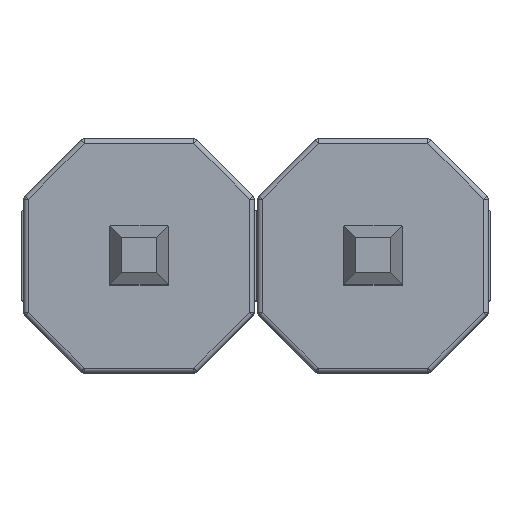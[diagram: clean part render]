
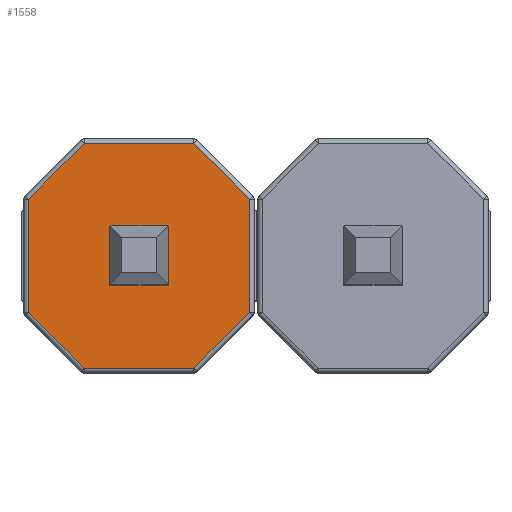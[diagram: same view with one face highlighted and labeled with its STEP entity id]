
A CAD part, top view. The second image highlights one B-rep face of the part: STEP entity #1558.
In plain terms, the highlighted planar face has unit normal (0, 0, 1).
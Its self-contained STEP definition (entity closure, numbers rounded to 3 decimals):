
#88=FACE_BOUND('',#302,.T.);
#209=FACE_OUTER_BOUND('',#301,.T.);
#301=EDGE_LOOP('',(#1174,#1175,#1176,#1177,#1178,#1179,#1180,#1181));
#302=EDGE_LOOP('',(#1182,#1183,#1184,#1185,#1186,#1187,#1188,#1189,#1190,
#1191,#1192,#1193));
#335=LINE('',#2286,#475);
#341=LINE('',#2298,#481);
#343=LINE('',#2304,#483);
#349=LINE('',#2316,#489);
#351=LINE('',#2321,#491);
#355=LINE('',#2328,#495);
#357=LINE('',#2333,#497);
#361=LINE('',#2340,#501);
#388=LINE('',#2463,#528);
#391=LINE('',#2495,#531);
#394=LINE('',#2518,#534);
#395=LINE('',#2526,#535);
#397=LINE('',#2529,#537);
#400=LINE('',#2535,#540);
#412=LINE('',#2553,#552);
#419=LINE('',#2564,#559);
#426=LINE('',#2577,#566);
#427=LINE('',#2578,#567);
#428=LINE('',#2579,#568);
#429=LINE('',#2580,#569);
#475=VECTOR('',#1814,10.);
#481=VECTOR('',#1822,10.);
#483=VECTOR('',#1826,10.);
#489=VECTOR('',#1834,10.);
#491=VECTOR('',#1838,10.);
#495=VECTOR('',#1844,10.);
#497=VECTOR('',#1848,10.);
#501=VECTOR('',#1854,10.);
#528=VECTOR('',#1985,10.);
#531=VECTOR('',#2024,10.);
#534=VECTOR('',#2053,10.);
#535=VECTOR('',#2064,10.);
#537=VECTOR('',#2068,10.);
#540=VECTOR('',#2077,10.);
#552=VECTOR('',#2101,10.);
#559=VECTOR('',#2116,10.);
#566=VECTOR('',#2135,10.);
#567=VECTOR('',#2136,10.);
#568=VECTOR('',#2137,10.);
#569=VECTOR('',#2138,10.);
#614=VERTEX_POINT('',#2282);
#616=VERTEX_POINT('',#2285);
#619=VERTEX_POINT('',#2292);
#621=VERTEX_POINT('',#2296);
#622=VERTEX_POINT('',#2300);
#624=VERTEX_POINT('',#2303);
#627=VERTEX_POINT('',#2310);
#629=VERTEX_POINT('',#2314);
#630=VERTEX_POINT('',#2318);
#633=VERTEX_POINT('',#2325);
#634=VERTEX_POINT('',#2330);
#637=VERTEX_POINT('',#2337);
#670=VERTEX_POINT('',#2431);
#675=VERTEX_POINT('',#2444);
#681=VERTEX_POINT('',#2458);
#687=VERTEX_POINT('',#2478);
#692=VERTEX_POINT('',#2491);
#697=VERTEX_POINT('',#2507);
#699=VERTEX_POINT('',#2513);
#701=VERTEX_POINT('',#2522);
#735=EDGE_CURVE('',#616,#614,#335,.T.);
#741=EDGE_CURVE('',#619,#621,#341,.T.);
#743=EDGE_CURVE('',#624,#622,#343,.T.);
#749=EDGE_CURVE('',#627,#629,#349,.T.);
#751=EDGE_CURVE('',#629,#630,#351,.T.);
#755=EDGE_CURVE('',#633,#616,#355,.T.);
#757=EDGE_CURVE('',#621,#634,#357,.T.);
#761=EDGE_CURVE('',#637,#624,#361,.T.);
#820=EDGE_CURVE('',#670,#681,#388,.T.);
#835=EDGE_CURVE('',#681,#692,#391,.T.);
#847=EDGE_CURVE('',#692,#699,#394,.T.);
#851=EDGE_CURVE('',#699,#701,#395,.T.);
#853=EDGE_CURVE('',#701,#697,#397,.T.);
#856=EDGE_CURVE('',#697,#687,#400,.T.);
#868=EDGE_CURVE('',#687,#675,#412,.T.);
#875=EDGE_CURVE('',#675,#670,#419,.T.);
#882=EDGE_CURVE('',#633,#630,#426,.T.);
#883=EDGE_CURVE('',#619,#614,#427,.T.);
#884=EDGE_CURVE('',#637,#634,#428,.T.);
#885=EDGE_CURVE('',#627,#622,#429,.T.);
#1174=ORIENTED_EDGE('',*,*,#820,.F.);
#1175=ORIENTED_EDGE('',*,*,#875,.F.);
#1176=ORIENTED_EDGE('',*,*,#868,.F.);
#1177=ORIENTED_EDGE('',*,*,#856,.F.);
#1178=ORIENTED_EDGE('',*,*,#853,.F.);
#1179=ORIENTED_EDGE('',*,*,#851,.F.);
#1180=ORIENTED_EDGE('',*,*,#847,.F.);
#1181=ORIENTED_EDGE('',*,*,#835,.F.);
#1182=ORIENTED_EDGE('',*,*,#751,.T.);
#1183=ORIENTED_EDGE('',*,*,#882,.F.);
#1184=ORIENTED_EDGE('',*,*,#755,.T.);
#1185=ORIENTED_EDGE('',*,*,#735,.T.);
#1186=ORIENTED_EDGE('',*,*,#883,.F.);
#1187=ORIENTED_EDGE('',*,*,#741,.T.);
#1188=ORIENTED_EDGE('',*,*,#757,.T.);
#1189=ORIENTED_EDGE('',*,*,#884,.F.);
#1190=ORIENTED_EDGE('',*,*,#761,.T.);
#1191=ORIENTED_EDGE('',*,*,#743,.T.);
#1192=ORIENTED_EDGE('',*,*,#885,.F.);
#1193=ORIENTED_EDGE('',*,*,#749,.T.);
#1381=PLANE('',#1758);
#1558=ADVANCED_FACE('',(#209,#88),#1381,.T.);
#1758=AXIS2_PLACEMENT_3D('',#2576,#2133,#2134);
#1814=DIRECTION('',(1.,0.,0.));
#1822=DIRECTION('',(1.,0.,0.));
#1826=DIRECTION('',(-1.,0.,0.));
#1834=DIRECTION('',(-1.,0.,0.));
#1838=DIRECTION('',(0.,1.,0.));
#1844=DIRECTION('',(0.,1.,0.));
#1848=DIRECTION('',(0.,-1.,0.));
#1854=DIRECTION('',(0.,-1.,0.));
#1985=DIRECTION('',(0.707,0.707,0.));
#2024=DIRECTION('',(1.,0.,0.));
#2053=DIRECTION('',(0.707,-0.707,0.));
#2064=DIRECTION('',(0.,-1.,0.));
#2068=DIRECTION('',(-0.707,-0.707,0.));
#2077=DIRECTION('',(-1.,0.,0.));
#2101=DIRECTION('',(-0.707,0.707,0.));
#2116=DIRECTION('',(0.,1.,0.));
#2133=DIRECTION('center_axis',(0.,0.,1.));
#2134=DIRECTION('ref_axis',(1.,0.,0.));
#2135=DIRECTION('',(0.,-1.,0.));
#2136=DIRECTION('',(-1.,0.,0.));
#2137=DIRECTION('',(0.,1.,0.));
#2138=DIRECTION('',(1.,0.,0.));
#2282=CARTESIAN_POINT('',(-0.295,0.318,2.5));
#2285=CARTESIAN_POINT('',(-0.32,0.317,2.5));
#2286=CARTESIAN_POINT('',(-0.16,0.317,2.5));
#2292=CARTESIAN_POINT('',(0.295,0.317,2.5));
#2296=CARTESIAN_POINT('',(0.32,0.317,2.5));
#2298=CARTESIAN_POINT('',(-0.16,0.317,2.5));
#2300=CARTESIAN_POINT('',(0.295,-0.323,2.5));
#2303=CARTESIAN_POINT('',(0.32,-0.323,2.5));
#2304=CARTESIAN_POINT('',(0.16,-0.323,2.5));
#2310=CARTESIAN_POINT('',(-0.295,-0.323,2.5));
#2314=CARTESIAN_POINT('',(-0.32,-0.323,2.5));
#2316=CARTESIAN_POINT('',(0.16,-0.323,2.5));
#2318=CARTESIAN_POINT('',(-0.32,-0.297,2.5));
#2321=CARTESIAN_POINT('',(-0.32,-0.163,2.5));
#2325=CARTESIAN_POINT('',(-0.32,0.292,2.5));
#2328=CARTESIAN_POINT('',(-0.32,-0.163,2.5));
#2330=CARTESIAN_POINT('',(0.32,0.292,2.5));
#2333=CARTESIAN_POINT('',(0.32,0.157,2.5));
#2337=CARTESIAN_POINT('',(0.32,-0.297,2.5));
#2340=CARTESIAN_POINT('',(0.32,0.157,2.5));
#2431=CARTESIAN_POINT('',(-1.2,0.612,2.5));
#2444=CARTESIAN_POINT('',(-1.2,-0.617,2.5));
#2458=CARTESIAN_POINT('',(-0.594,1.218,2.5));
#2463=CARTESIAN_POINT('',(-0.902,0.91,2.5));
#2478=CARTESIAN_POINT('',(-0.594,-1.223,2.5));
#2491=CARTESIAN_POINT('',(0.594,1.218,2.5));
#2495=CARTESIAN_POINT('',(0.625,1.218,2.5));
#2507=CARTESIAN_POINT('',(0.594,-1.223,2.5));
#2513=CARTESIAN_POINT('',(1.2,0.612,2.5));
#2518=CARTESIAN_POINT('',(0.902,0.91,2.5));
#2522=CARTESIAN_POINT('',(1.2,-0.617,2.5));
#2526=CARTESIAN_POINT('',(1.2,-0.638,2.5));
#2529=CARTESIAN_POINT('',(0.902,-0.915,2.5));
#2535=CARTESIAN_POINT('',(-0.625,-1.223,2.5));
#2553=CARTESIAN_POINT('',(-0.902,-0.915,2.5));
#2564=CARTESIAN_POINT('',(-1.2,0.632,2.5));
#2576=CARTESIAN_POINT('Origin',(0.,-0.003,2.5));
#2577=CARTESIAN_POINT('',(-0.32,-0.003,2.5));
#2578=CARTESIAN_POINT('',(0.,0.318,2.5));
#2579=CARTESIAN_POINT('',(0.32,-0.003,2.5));
#2580=CARTESIAN_POINT('',(0.,-0.323,2.5));
